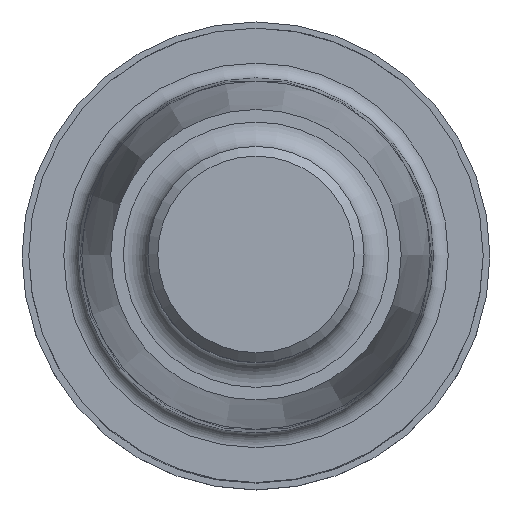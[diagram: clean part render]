
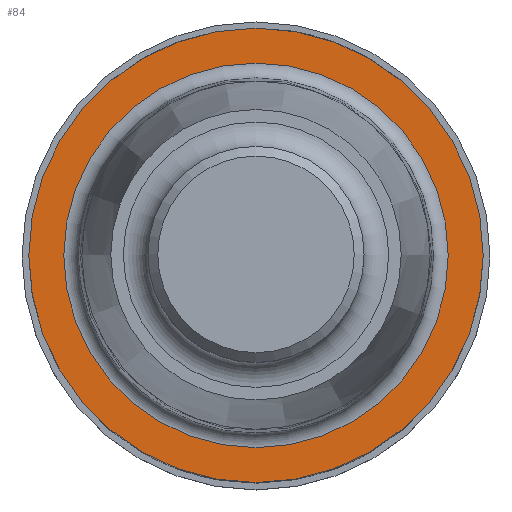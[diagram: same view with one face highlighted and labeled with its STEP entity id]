
A CAD part, top view. The second image highlights one B-rep face of the part: STEP entity #84.
In plain terms, the highlighted planar face has unit normal (0, 0, 1).
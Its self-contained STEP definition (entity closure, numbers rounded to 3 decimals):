
#52=PLANE('',#469);
#84=ADVANCED_FACE('',(#140,#141),#52,.T.);
#108=CIRCLE('',#448,4.625);
#117=CIRCLE('',#467,3.914);
#140=FACE_BOUND('',#169,.T.);
#141=FACE_BOUND('',#170,.T.);
#169=EDGE_LOOP('',(#227));
#170=EDGE_LOOP('',(#228));
#227=ORIENTED_EDGE('',*,*,#326,.T.);
#228=ORIENTED_EDGE('',*,*,#309,.F.);
#278=VERTEX_POINT('',#700);
#295=VERTEX_POINT('',#802);
#309=EDGE_CURVE('',#278,#278,#108,.T.);
#326=EDGE_CURVE('',#295,#295,#117,.T.);
#448=AXIS2_PLACEMENT_3D('',#699,#508,#509);
#467=AXIS2_PLACEMENT_3D('',#801,#548,#549);
#469=AXIS2_PLACEMENT_3D('',#804,#552,#553);
#508=DIRECTION('',(0.,0.,-1.));
#509=DIRECTION('',(-1.,0.,0.));
#548=DIRECTION('',(0.,0.,-1.));
#549=DIRECTION('',(-1.,0.,0.));
#552=DIRECTION('',(0.,0.,1.));
#553=DIRECTION('',(1.,0.,0.));
#699=CARTESIAN_POINT('',(0.,0.,0.));
#700=CARTESIAN_POINT('',(-4.625,0.,0.));
#801=CARTESIAN_POINT('',(0.,0.,0.));
#802=CARTESIAN_POINT('',(-3.914,0.,0.));
#804=CARTESIAN_POINT('',(0.,4.625,0.));
